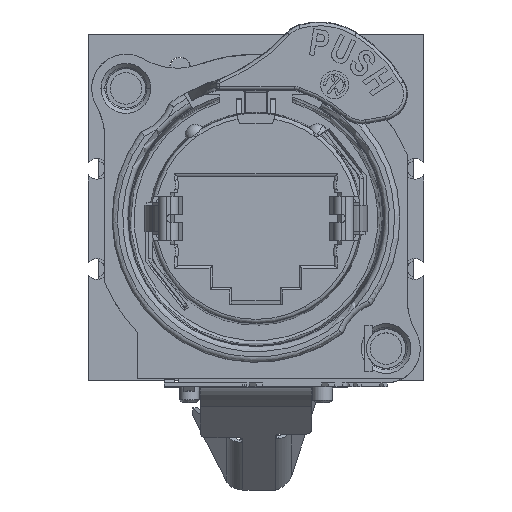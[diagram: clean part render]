
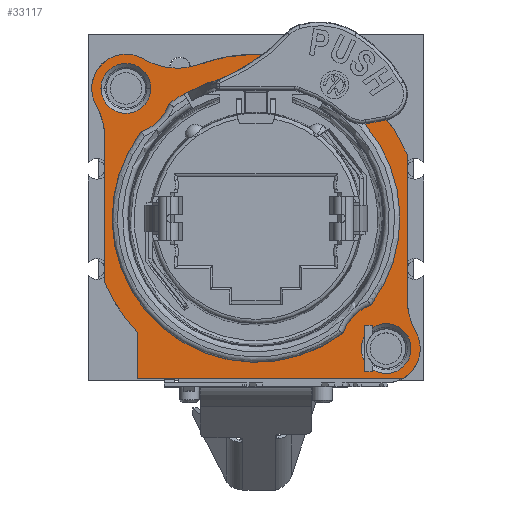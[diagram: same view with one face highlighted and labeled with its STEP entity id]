
A CAD part, top view. The second image highlights one B-rep face of the part: STEP entity #33117.
In plain terms, the highlighted planar face has unit normal (0, 0, 1).
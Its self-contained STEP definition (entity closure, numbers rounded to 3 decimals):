
#6693=CARTESIAN_POINT('',(0.,0.,-2.7));
#6694=DIRECTION('',(0.,0.,1.));
#6695=DIRECTION('',(0.92,0.392,0.));
#6696=AXIS2_PLACEMENT_3D('',#6693,#6694,#6695);
#6698=DIRECTION('',(0.,1.,0.));
#6699=VECTOR('',#6698,11.031);
#6700=CARTESIAN_POINT('',(11.5,-6.132,-2.7));
#6701=LINE('',#6700,#6699);
#6702=CARTESIAN_POINT('',(16.5,-6.132,-2.7));
#6703=DIRECTION('',(0.,0.,-1.));
#6704=DIRECTION('',(-0.868,-0.496,0.));
#6705=AXIS2_PLACEMENT_3D('',#6702,#6703,#6704);
#6707=CARTESIAN_POINT('',(9.9,-9.9,-2.7));
#6708=DIRECTION('',(0.,0.,1.));
#6709=DIRECTION('',(0.501,-0.865,0.));
#6710=AXIS2_PLACEMENT_3D('',#6707,#6708,#6709);
#6712=DIRECTION('',(1.,0.,0.));
#6713=VECTOR('',#6712,20.203);
#6714=CARTESIAN_POINT('',(-9.,-12.15,-2.7));
#6715=LINE('',#6714,#6713);
#6716=DIRECTION('',(0.,-1.,0.));
#6717=VECTOR('',#6716,3.475);
#6718=CARTESIAN_POINT('',(-9.,-8.675,-2.7));
#6719=LINE('',#6718,#6717);
#6720=CARTESIAN_POINT('',(0.,0.,-2.7));
#6721=DIRECTION('',(0.,0.,1.));
#6722=DIRECTION('',(-0.92,-0.392,0.));
#6723=AXIS2_PLACEMENT_3D('',#6720,#6721,#6722);
#6725=DIRECTION('',(0.,-1.,0.));
#6726=VECTOR('',#6725,11.031);
#6727=CARTESIAN_POINT('',(-11.5,6.132,-2.7));
#6728=LINE('',#6727,#6726);
#6729=CARTESIAN_POINT('',(-16.5,6.132,-2.7));
#6730=DIRECTION('',(0.,0.,-1.));
#6731=DIRECTION('',(0.868,0.496,0.));
#6732=AXIS2_PLACEMENT_3D('',#6729,#6730,#6731);
#6734=CARTESIAN_POINT('',(-9.9,9.9,-2.7));
#6735=DIRECTION('',(0.,0.,1.));
#6736=DIRECTION('',(0.511,0.86,0.));
#6737=AXIS2_PLACEMENT_3D('',#6734,#6735,#6736);
#6739=CARTESIAN_POINT('',(-6.017,16.433,-2.7));
#6740=DIRECTION('',(0.,0.,-1.));
#6741=DIRECTION('',(0.344,-0.939,0.));
#6742=AXIS2_PLACEMENT_3D('',#6739,#6740,#6741);
#6744=DIRECTION('',(-1.,0.,0.));
#6745=VECTOR('',#6744,0.6);
#6746=CARTESIAN_POINT('',(8.85,-8.125,-2.7));
#6747=LINE('',#6746,#6745);
#6748=DIRECTION('',(0.,-1.,0.));
#6749=VECTOR('',#6748,0.833);
#6750=CARTESIAN_POINT('',(8.25,-8.125,-2.7));
#6751=LINE('',#6750,#6749);
#6752=DIRECTION('',(0.,-1.,0.));
#6753=VECTOR('',#6752,0.833);
#6754=CARTESIAN_POINT('',(8.25,-10.842,-2.7));
#6755=LINE('',#6754,#6753);
#6756=DIRECTION('',(1.,0.,0.));
#6757=VECTOR('',#6756,0.6);
#6758=CARTESIAN_POINT('',(8.25,-11.675,-2.7));
#6759=LINE('',#6758,#6757);
#6760=DIRECTION('',(0.,1.,0.));
#6761=VECTOR('',#6760,0.191);
#6762=CARTESIAN_POINT('',(8.85,-11.675,-2.7));
#6763=LINE('',#6762,#6761);
#6764=DIRECTION('',(0.,1.,0.));
#6765=VECTOR('',#6764,0.191);
#6766=CARTESIAN_POINT('',(8.85,-8.316,-2.7));
#6767=LINE('',#6766,#6765);
#6768=CARTESIAN_POINT('',(0.,0.,-2.7));
#6769=DIRECTION('',(0.,0.,1.));
#6770=DIRECTION('',(-0.798,0.603,0.));
#6771=AXIS2_PLACEMENT_3D('',#6768,#6769,#6770);
#6773=CARTESIAN_POINT('',(9.9,-9.9,-2.7));
#6774=DIRECTION('',(0.,0.,1.));
#6775=DIRECTION('',(-0.332,0.943,0.));
#6776=AXIS2_PLACEMENT_3D('',#6773,#6774,#6775);
#6778=CARTESIAN_POINT('',(0.,0.,-2.7));
#6779=DIRECTION('',(0.,0.,1.));
#6780=DIRECTION('',(0.798,-0.603,0.));
#6781=AXIS2_PLACEMENT_3D('',#6778,#6779,#6780);
#6783=CARTESIAN_POINT('',(0.,0.,-2.7));
#6784=DIRECTION('',(0.,0.,-1.));
#6785=DIRECTION('',(-0.5,0.866,0.));
#6786=AXIS2_PLACEMENT_3D('',#6783,#6784,#6785);
#6788=CARTESIAN_POINT('',(0.,0.,-2.7));
#6789=DIRECTION('',(0.,0.,1.));
#6790=DIRECTION('',(-0.5,0.866,0.));
#6791=AXIS2_PLACEMENT_3D('',#6788,#6789,#6790);
#6793=CARTESIAN_POINT('',(-9.9,9.9,-2.7));
#6794=DIRECTION('',(0.,0.,1.));
#6795=DIRECTION('',(0.332,-0.943,0.));
#6796=AXIS2_PLACEMENT_3D('',#6793,#6794,#6795);
#6798=CARTESIAN_POINT('',(-9.9,9.9,-2.7));
#6799=DIRECTION('',(0.,0.,-1.));
#6800=DIRECTION('',(1.,0.,0.));
#6801=AXIS2_PLACEMENT_3D('',#6798,#6799,#6800);
#6816=CARTESIAN_POINT('',(-9.9,9.9,-2.7));
#6817=DIRECTION('',(0.,0.,-1.));
#6818=DIRECTION('',(-1.,0.,0.));
#6819=AXIS2_PLACEMENT_3D('',#6816,#6817,#6818);
#7110=CARTESIAN_POINT('',(9.9,-9.9,-2.7));
#7111=DIRECTION('',(0.,0.,-1.));
#7112=DIRECTION('',(-0.868,-0.496,0.));
#7113=AXIS2_PLACEMENT_3D('',#7110,#7111,#7112);
#7115=CARTESIAN_POINT('',(9.9,-9.9,-2.7));
#7116=DIRECTION('',(0.,0.,-1.));
#7117=DIRECTION('',(-0.553,0.833,0.));
#7118=AXIS2_PLACEMENT_3D('',#7115,#7116,#7117);
#22465=CARTESIAN_POINT('',(11.5,4.899,-2.7));
#22466=CARTESIAN_POINT('',(-4.298,11.738,-2.7));
#22467=VERTEX_POINT('',#22465);
#22468=VERTEX_POINT('',#22466);
#22469=CARTESIAN_POINT('',(-8.572,12.135,-2.7));
#22470=VERTEX_POINT('',#22469);
#22471=CARTESIAN_POINT('',(-12.158,8.611,-2.7));
#22472=VERTEX_POINT('',#22471);
#22473=CARTESIAN_POINT('',(-11.5,6.132,-2.7));
#22474=VERTEX_POINT('',#22473);
#22475=CARTESIAN_POINT('',(-11.5,-4.899,-2.7));
#22476=VERTEX_POINT('',#22475);
#22477=CARTESIAN_POINT('',(-9.,-8.675,-2.7));
#22478=VERTEX_POINT('',#22477);
#22479=CARTESIAN_POINT('',(-9.,-12.15,-2.7));
#22480=VERTEX_POINT('',#22479);
#22481=CARTESIAN_POINT('',(11.203,-12.15,-2.7));
#22482=CARTESIAN_POINT('',(12.158,-8.611,-2.7));
#22483=VERTEX_POINT('',#22481);
#22484=VERTEX_POINT('',#22482);
#22485=CARTESIAN_POINT('',(11.5,-6.132,-2.7));
#22486=VERTEX_POINT('',#22485);
#22489=CARTESIAN_POINT('',(-5.475,9.483,-2.7));
#22490=CARTESIAN_POINT('',(5.475,9.483,-2.7));
#22491=VERTEX_POINT('',#22489);
#22492=VERTEX_POINT('',#22490);
#22493=CARTESIAN_POINT('',(-11.8,9.9,-2.7));
#22494=CARTESIAN_POINT('',(-8.,9.9,-2.7));
#22495=VERTEX_POINT('',#22493);
#22496=VERTEX_POINT('',#22494);
#22517=CARTESIAN_POINT('',(8.85,-8.125,-2.7));
#22518=CARTESIAN_POINT('',(8.25,-8.125,-2.7));
#22519=VERTEX_POINT('',#22517);
#22520=VERTEX_POINT('',#22518);
#22521=CARTESIAN_POINT('',(8.25,-8.958,-2.7));
#22522=VERTEX_POINT('',#22521);
#22523=CARTESIAN_POINT('',(8.25,-10.842,-2.7));
#22524=CARTESIAN_POINT('',(8.25,-11.675,-2.7));
#22525=VERTEX_POINT('',#22523);
#22526=VERTEX_POINT('',#22524);
#22527=CARTESIAN_POINT('',(8.85,-11.675,-2.7));
#22528=VERTEX_POINT('',#22527);
#22529=CARTESIAN_POINT('',(8.85,-11.484,-2.7));
#22530=VERTEX_POINT('',#22529);
#22531=CARTESIAN_POINT('',(8.85,-8.316,-2.7));
#22532=VERTEX_POINT('',#22531);
#22571=CARTESIAN_POINT('',(-6.598,8.739,-2.7));
#22572=VERTEX_POINT('',#22571);
#22573=CARTESIAN_POINT('',(-8.739,6.598,-2.7));
#22574=CARTESIAN_POINT('',(6.598,-8.739,-2.7));
#22575=VERTEX_POINT('',#22573);
#22576=VERTEX_POINT('',#22574);
#22577=CARTESIAN_POINT('',(8.739,-6.598,-2.7));
#22578=VERTEX_POINT('',#22577);
#33062=CARTESIAN_POINT('',(0.,0.,-2.7));
#33063=DIRECTION('',(0.,0.,1.));
#33064=DIRECTION('',(1.,0.,0.));
#33065=AXIS2_PLACEMENT_3D('',#33062,#33063,#33064);
#33066=PLANE('',#33065);
#33067=ORIENTED_EDGE('',*,*,#32614,.F.);
#33068=ORIENTED_EDGE('',*,*,#32642,.F.);
#33069=ORIENTED_EDGE('',*,*,#32656,.F.);
#33070=ORIENTED_EDGE('',*,*,#32677,.F.);
#33071=ORIENTED_EDGE('',*,*,#32958,.F.);
#33072=ORIENTED_EDGE('',*,*,#32972,.F.);
#33073=ORIENTED_EDGE('',*,*,#32985,.F.);
#33074=ORIENTED_EDGE('',*,*,#33003,.F.);
#33075=ORIENTED_EDGE('',*,*,#33017,.F.);
#33076=ORIENTED_EDGE('',*,*,#33034,.F.);
#33077=ORIENTED_EDGE('',*,*,#33052,.F.);
#33078=EDGE_LOOP('',(#33067,#33068,#33069,#33070,#33071,#33072,#33073,#33074,
#33075,#33076,#33077));
#33079=FACE_OUTER_BOUND('',#33078,.F.);
#33081=ORIENTED_EDGE('',*,*,#33080,.F.);
#33083=ORIENTED_EDGE('',*,*,#33082,.F.);
#33084=EDGE_LOOP('',(#33081,#33083));
#33085=FACE_BOUND('',#33084,.F.);
#33087=ORIENTED_EDGE('',*,*,#33086,.T.);
#33089=ORIENTED_EDGE('',*,*,#33088,.T.);
#33091=ORIENTED_EDGE('',*,*,#33090,.F.);
#33093=ORIENTED_EDGE('',*,*,#33092,.T.);
#33095=ORIENTED_EDGE('',*,*,#33094,.T.);
#33097=ORIENTED_EDGE('',*,*,#33096,.T.);
#33099=ORIENTED_EDGE('',*,*,#33098,.F.);
#33101=ORIENTED_EDGE('',*,*,#33100,.T.);
#33102=EDGE_LOOP('',(#33087,#33089,#33091,#33093,#33095,#33097,#33099,#33101));
#33103=FACE_BOUND('',#33102,.F.);
#33105=ORIENTED_EDGE('',*,*,#33104,.T.);
#33107=ORIENTED_EDGE('',*,*,#33106,.F.);
#33109=ORIENTED_EDGE('',*,*,#33108,.T.);
#33110=ORIENTED_EDGE('',*,*,#28449,.F.);
#33112=ORIENTED_EDGE('',*,*,#33111,.T.);
#33114=ORIENTED_EDGE('',*,*,#33113,.F.);
#33115=EDGE_LOOP('',(#33105,#33107,#33109,#33110,#33112,#33114));
#33116=FACE_BOUND('',#33115,.F.);
#33117=ADVANCED_FACE('',(#33079,#33085,#33103,#33116),#33066,.T.);
#6697=CIRCLE('',#6696,12.5);
#6706=CIRCLE('',#6705,5.);
#6711=CIRCLE('',#6710,2.6);
#6724=CIRCLE('',#6723,12.5);
#6733=CIRCLE('',#6732,5.);
#6738=CIRCLE('',#6737,2.6);
#6743=CIRCLE('',#6742,5.);
#6772=CIRCLE('',#6771,10.95);
#6777=CIRCLE('',#6776,3.5);
#6782=CIRCLE('',#6781,10.95);
#6787=CIRCLE('',#6786,10.95);
#6792=CIRCLE('',#6791,10.95);
#6797=CIRCLE('',#6796,3.5);
#6802=CIRCLE('',#6801,1.9);
#6820=CIRCLE('',#6819,1.9);
#7114=CIRCLE('',#7113,1.9);
#7119=CIRCLE('',#7118,1.9);
#28449=EDGE_CURVE('',#22491,#22492,#6787,.T.);
#32614=EDGE_CURVE('',#22467,#22468,#6697,.T.);
#32642=EDGE_CURVE('',#22486,#22467,#6701,.T.);
#32656=EDGE_CURVE('',#22484,#22486,#6706,.T.);
#32677=EDGE_CURVE('',#22483,#22484,#6711,.T.);
#32958=EDGE_CURVE('',#22480,#22483,#6715,.T.);
#32972=EDGE_CURVE('',#22478,#22480,#6719,.T.);
#32985=EDGE_CURVE('',#22476,#22478,#6724,.T.);
#33003=EDGE_CURVE('',#22474,#22476,#6728,.T.);
#33017=EDGE_CURVE('',#22472,#22474,#6733,.T.);
#33034=EDGE_CURVE('',#22470,#22472,#6738,.T.);
#33052=EDGE_CURVE('',#22468,#22470,#6743,.T.);
#33080=EDGE_CURVE('',#22496,#22495,#6802,.T.);
#33082=EDGE_CURVE('',#22495,#22496,#6820,.T.);
#33086=EDGE_CURVE('',#22519,#22520,#6747,.T.);
#33088=EDGE_CURVE('',#22520,#22522,#6751,.T.);
#33090=EDGE_CURVE('',#22525,#22522,#7114,.T.);
#33092=EDGE_CURVE('',#22525,#22526,#6755,.T.);
#33094=EDGE_CURVE('',#22526,#22528,#6759,.T.);
#33096=EDGE_CURVE('',#22528,#22530,#6763,.T.);
#33098=EDGE_CURVE('',#22532,#22530,#7119,.T.);
#33100=EDGE_CURVE('',#22532,#22519,#6767,.T.);
#33104=EDGE_CURVE('',#22575,#22576,#6772,.T.);
#33106=EDGE_CURVE('',#22578,#22576,#6777,.T.);
#33108=EDGE_CURVE('',#22578,#22492,#6782,.T.);
#33111=EDGE_CURVE('',#22491,#22572,#6792,.T.);
#33113=EDGE_CURVE('',#22575,#22572,#6797,.T.);
